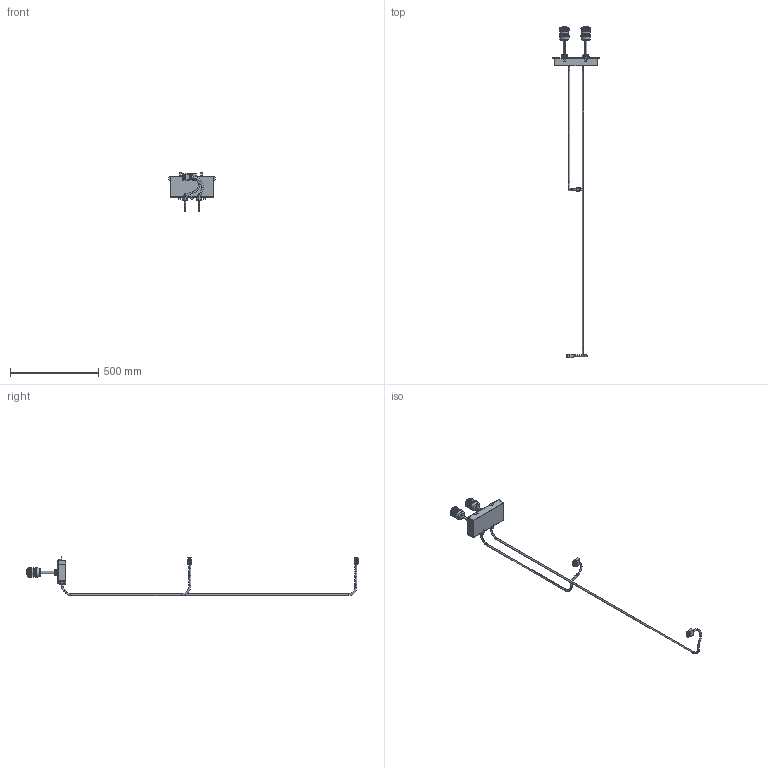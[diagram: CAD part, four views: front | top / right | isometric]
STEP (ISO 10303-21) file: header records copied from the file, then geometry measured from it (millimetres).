
FILE_DESCRIPTION (( 'STEP AP214' ), '1' );
FILE_NAME ('07-000857 PDU AC 277V 3P DUAL I_O NA V2 REV2.STEP', '2015-02-13T19:38:52', ( 'Windows User' ), ( 'Facebook, Inc.' ), 'SwSTEP 2.0', 'SolidWorks 2014', '' );
FILE_SCHEMA (( 'AUTOMOTIVE_DESIGN' ));
Length unit declared in the file: inch
Products named in the file (11): X OR2 AC PDU WIRE OUTPUT2; S OR2 BBU SPRING LATCH; X OR2 AC PDU WIRE OUTPUT1; X OR2 STRAIN RELIEF 9-16MM DIA SEALCON CD21AR-BK; S OR2 AC INPUT PLATE 3 BASE_AC_reeptacles_off; 07-000857 PDU AC 277V 3P DUAL I_O NA V2 REV2; C POSITRONIC SP5YYE1F0091_AA; C AC PLUG L22-20P 3 PHASE 4 POLE 5 WR 20 AMP; Part1^07-000857 PDU AC 277V 3P DUAL I_O NA V2; Plug IEC 320 C13 BENT; X OPR AC PDU FUSE 300V
Assembly tree (13 placements, depth 2):
  07-000857 PDU AC 277V 3P DUAL I_O NA V2 REV2
    S OR2 AC INPUT PLATE 3 BASE_AC_reeptacles_off
    X OR2 STRAIN RELIEF 9-16MM DIA SEALCON CD21AR-BK  x4
    X OR2 AC PDU WIRE OUTPUT1
    S OR2 BBU SPRING LATCH  x2
    X OR2 AC PDU WIRE OUTPUT2
    C AC PLUG L22-20P 3 PHASE 4 POLE 5 WR 20 AMP  x2
    C POSITRONIC SP5YYE1F0091_AA  x2
  Part1^07-000857 PDU AC 277V 3P DUAL I_O NA V2
  Plug IEC 320 C13 BENT
  X OPR AC PDU FUSE 300V
Bounding box: 263.6 x 1885.61 x 221.63 mm (x, y, z)
Volume: 786931.4 mm3; surface area: 394926.4 mm2
Topology: 17 solids, 37 shells, 2312 faces, 5676 edges, 3532 vertices
Faces by surface type: plane 1040, cylinder 728, cone 456, torus 88
Entity records: 41720 total; most frequent: CARTESIAN_POINT 6627, DIRECTION 5997, ORIENTED_EDGE 5600, EDGE_CURVE 2800, AXIS2_PLACEMENT_3D 2180, VERTEX_POINT 1748, VECTOR 1637, LINE 1637
